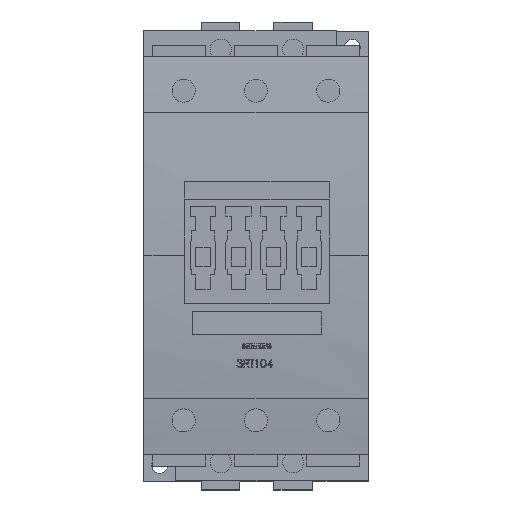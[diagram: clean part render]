
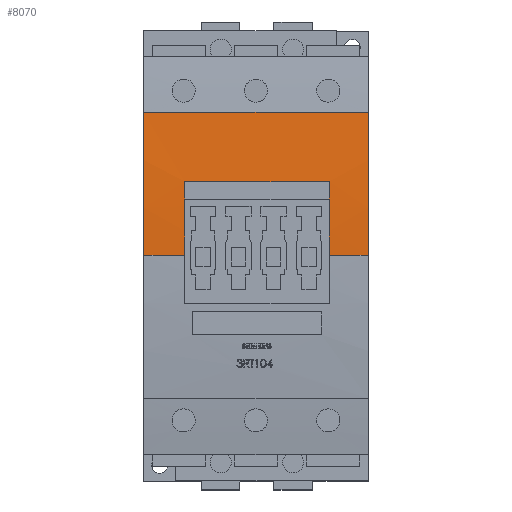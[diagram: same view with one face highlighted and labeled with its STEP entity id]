
A CAD part, top view. The second image highlights one B-rep face of the part: STEP entity #8070.
In plain terms, the highlighted cylindrical face has radius 400 mm (diameter 800 mm), a partial arc.
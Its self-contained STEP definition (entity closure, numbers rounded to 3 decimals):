
#896 = CARTESIAN_POINT ( 'NONE',  ( 41.207, 25.216, 136.817 ) ) ;
#1005 = DIRECTION ( 'NONE',  ( -1., 0., 0. ) ) ;
#1006 = VECTOR ( 'NONE', #1005, 1000. ) ;
#1007 = CARTESIAN_POINT ( 'NONE',  ( 41.307, 25.216, 136.817 ) ) ;
#1008 = LINE ( 'NONE', #1007, #1006 ) ;
#7698 = EDGE_CURVE ( 'NONE', #14535, #8101, #15799, .T. ) ;
#8064 = ORIENTED_EDGE ( 'NONE', *, *, #14502, .F. ) ;
#8070 = ADVANCED_FACE ( 'NONE', ( #16916 ), #16901, .T. ) ;
#8073 = EDGE_CURVE ( 'NONE', #9591, #14470, #16951, .T. ) ;
#8077 = ORIENTED_EDGE ( 'NONE', *, *, #14454, .F. ) ;
#8084 = EDGE_CURVE ( 'NONE', #14455, #14923, #16939, .T. ) ;
#8090 = ORIENTED_EDGE ( 'NONE', *, *, #8084, .F. ) ;
#8101 = VERTEX_POINT ( 'NONE', #17016 ) ;
#8107 = ORIENTED_EDGE ( 'NONE', *, *, #8073, .F. ) ;
#8118 = ORIENTED_EDGE ( 'NONE', *, *, #7698, .F. ) ;
#8131 = ORIENTED_EDGE ( 'NONE', *, *, #8132, .F. ) ;
#8132 = EDGE_CURVE ( 'NONE', #8149, #14497, #17033, .T. ) ;
#8138 = EDGE_CURVE ( 'NONE', #8101, #8149, #17081, .T. ) ;
#8149 = VERTEX_POINT ( 'NONE', #17056 ) ;
#8151 = ORIENTED_EDGE ( 'NONE', *, *, #8138, .F. ) ;
#8156 = EDGE_LOOP ( 'NONE', ( #8064, #8107, #8165, #8090, #8077, #8131, #8151, #8118 ) ) ;
#8165 = ORIENTED_EDGE ( 'NONE', *, *, #9634, .T. ) ;
#9591 = VERTEX_POINT ( 'NONE', #896 ) ;
#9634 = EDGE_CURVE ( 'NONE', #9591, #14923, #1008, .T. ) ;
#14454 = EDGE_CURVE ( 'NONE', #14497, #14455, #27643, .T. ) ;
#14455 = VERTEX_POINT ( 'NONE', #27639 ) ;
#14470 = VERTEX_POINT ( 'NONE', #27688 ) ;
#14497 = VERTEX_POINT ( 'NONE', #27744 ) ;
#14502 = EDGE_CURVE ( 'NONE', #14470, #14535, #27769, .T. ) ;
#14535 = VERTEX_POINT ( 'NONE', #27869 ) ;
#14923 = VERTEX_POINT ( 'NONE', #28712 ) ;
#15795 = DIRECTION ( 'NONE',  ( 0., 0., 1. ) ) ;
#15796 = DIRECTION ( 'NONE',  ( -1., 0., 0. ) ) ;
#15797 = CARTESIAN_POINT ( 'NONE',  ( 29.1, -19.284, -260.7 ) ) ;
#15798 = AXIS2_PLACEMENT_3D ( 'NONE', #15797, #15796, #15795 ) ;
#15799 = CIRCLE ( 'NONE', #15798, 400. ) ;
#16901 = CYLINDRICAL_SURFACE ( 'NONE', #16960, 400. ) ;
#16916 = FACE_OUTER_BOUND ( 'NONE', #8156, .T. ) ;
#16936 = DIRECTION ( 'NONE',  ( 0., -1., 0. ) ) ;
#16937 = DIRECTION ( 'NONE',  ( -1., 0., 0. ) ) ;
#16938 = AXIS2_PLACEMENT_3D ( 'NONE', #16944, #16937, #16936 ) ;
#16939 = CIRCLE ( 'NONE', #16938, 400. ) ;
#16944 = CARTESIAN_POINT ( 'NONE',  ( -28.593, -19.284, -260.7 ) ) ;
#16947 = DIRECTION ( 'NONE',  ( 0., 0., -1. ) ) ;
#16948 = DIRECTION ( 'NONE',  ( 1., 0., 0. ) ) ;
#16949 = CARTESIAN_POINT ( 'NONE',  ( 41.207, -19.284, -260.7 ) ) ;
#16950 = AXIS2_PLACEMENT_3D ( 'NONE', #16949, #16948, #16947 ) ;
#16951 = CIRCLE ( 'NONE', #16950, 400. ) ;
#16957 = DIRECTION ( 'NONE',  ( 0., 0., 1. ) ) ;
#16958 = DIRECTION ( 'NONE',  ( -1., 0., 0. ) ) ;
#16959 = CARTESIAN_POINT ( 'NONE',  ( 41.307, -19.284, -260.7 ) ) ;
#16960 = AXIS2_PLACEMENT_3D ( 'NONE', #16959, #16958, #16957 ) ;
#17016 = CARTESIAN_POINT ( 'NONE',  ( 29.1, 3.716, 138.638 ) ) ;
#17029 = DIRECTION ( 'NONE',  ( 0., 0., -1. ) ) ;
#17030 = DIRECTION ( 'NONE',  ( 1., 0., 0. ) ) ;
#17031 = CARTESIAN_POINT ( 'NONE',  ( -15.9, -19.284, -260.7 ) ) ;
#17032 = AXIS2_PLACEMENT_3D ( 'NONE', #17031, #17030, #17029 ) ;
#17033 = CIRCLE ( 'NONE', #17032, 400. ) ;
#17056 = CARTESIAN_POINT ( 'NONE',  ( -15.9, 3.716, 138.638 ) ) ;
#17078 = DIRECTION ( 'NONE',  ( -1., 0., 0. ) ) ;
#17079 = VECTOR ( 'NONE', #17078, 1000. ) ;
#17080 = CARTESIAN_POINT ( 'NONE',  ( 41.307, 3.716, 138.638 ) ) ;
#17081 = LINE ( 'NONE', #17080, #17079 ) ;
#27639 = CARTESIAN_POINT ( 'NONE',  ( -28.593, -19.284, 139.3 ) ) ;
#27640 = DIRECTION ( 'NONE',  ( -1., 0., 0. ) ) ;
#27641 = VECTOR ( 'NONE', #27640, 1000. ) ;
#27642 = CARTESIAN_POINT ( 'NONE',  ( 41.307, -19.284, 139.3 ) ) ;
#27643 = LINE ( 'NONE', #27642, #27641 ) ;
#27688 = CARTESIAN_POINT ( 'NONE',  ( 41.207, -19.284, 139.3 ) ) ;
#27744 = CARTESIAN_POINT ( 'NONE',  ( -15.9, -19.284, 139.3 ) ) ;
#27766 = DIRECTION ( 'NONE',  ( -1., 0., 0. ) ) ;
#27767 = VECTOR ( 'NONE', #27766, 1000. ) ;
#27768 = CARTESIAN_POINT ( 'NONE',  ( 41.307, -19.284, 139.3 ) ) ;
#27769 = LINE ( 'NONE', #27768, #27767 ) ;
#27869 = CARTESIAN_POINT ( 'NONE',  ( 29.1, -19.284, 139.3 ) ) ;
#28712 = CARTESIAN_POINT ( 'NONE',  ( -28.593, 25.216, 136.817 ) ) ;
